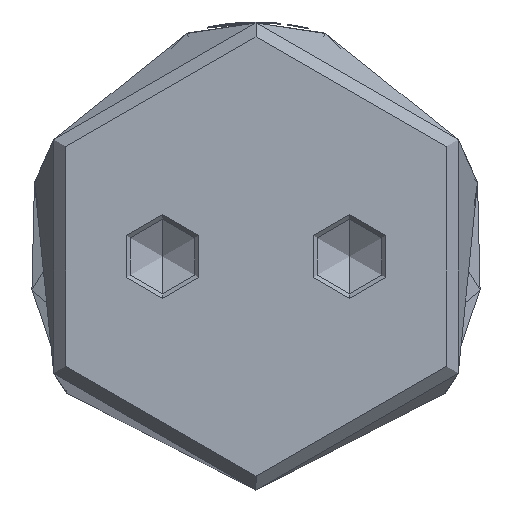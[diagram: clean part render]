
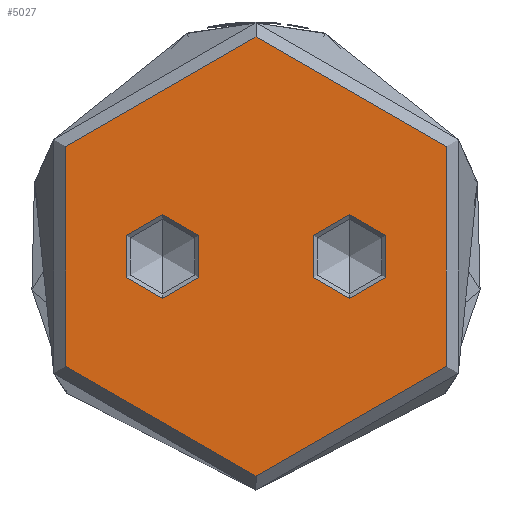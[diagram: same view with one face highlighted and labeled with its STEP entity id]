
A CAD part, front view. The second image highlights one B-rep face of the part: STEP entity #5027.
In plain terms, the highlighted face is planar.
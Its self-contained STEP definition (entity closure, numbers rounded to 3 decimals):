
#211 = CIRCLE ( 'NONE', #3167, 4.5 ) ;
#356 = DIRECTION ( 'NONE',  ( 0., 0., 1. ) ) ;
#450 = CARTESIAN_POINT ( 'NONE',  ( 0., -10., 0. ) ) ;
#477 = EDGE_LOOP ( 'NONE', ( #1711, #908 ) ) ;
#606 = CARTESIAN_POINT ( 'NONE',  ( -4.5, 10., 0. ) ) ;
#853 = AXIS2_PLACEMENT_3D ( 'NONE', #3800, #356, #4374 ) ;
#908 = ORIENTED_EDGE ( 'NONE', *, *, #3217, .T. ) ;
#957 = CARTESIAN_POINT ( 'NONE',  ( 0., 10., 0. ) ) ;
#984 = ORIENTED_EDGE ( 'NONE', *, *, #5502, .T. ) ;
#1036 = DIRECTION ( 'NONE',  ( 1., 0., 0. ) ) ;
#1055 = FACE_BOUND ( 'NONE', #4990, .T. ) ;
#1361 = VERTEX_POINT ( 'NONE', #2471 ) ;
#1419 = DIRECTION ( 'NONE',  ( 1., 0., 0. ) ) ;
#1531 = DIRECTION ( 'NONE',  ( 1., 0., 0. ) ) ;
#1532 = EDGE_CURVE ( 'NONE', #5395, #3127, #4087, .T. ) ;
#1711 = ORIENTED_EDGE ( 'NONE', *, *, #7313, .T. ) ;
#1766 = AXIS2_PLACEMENT_3D ( 'NONE', #957, #4949, #1531 ) ;
#1863 = CIRCLE ( 'NONE', #853, 23.5 ) ;
#1900 = AXIS2_PLACEMENT_3D ( 'NONE', #5639, #6205, #2862 ) ;
#2076 = DIRECTION ( 'NONE',  ( 0., 0., 1. ) ) ;
#2293 = AXIS2_PLACEMENT_3D ( 'NONE', #450, #4456, #1036 ) ;
#2471 = CARTESIAN_POINT ( 'NONE',  ( -23.5, 0., 0. ) ) ;
#2731 = PLANE ( 'NONE',  #1900 ) ;
#2862 = DIRECTION ( 'NONE',  ( -1., 0., 0. ) ) ;
#3091 = ORIENTED_EDGE ( 'NONE', *, *, #1532, .F. ) ;
#3127 = VERTEX_POINT ( 'NONE', #3805 ) ;
#3166 = CARTESIAN_POINT ( 'NONE',  ( 0., -10., 0. ) ) ;
#3167 = AXIS2_PLACEMENT_3D ( 'NONE', #3166, #7076, #3721 ) ;
#3217 = EDGE_CURVE ( 'NONE', #7069, #5876, #6460, .T. ) ;
#3285 = AXIS2_PLACEMENT_3D ( 'NONE', #6371, #6832, #1419 ) ;
#3482 = CIRCLE ( 'NONE', #1766, 4.5 ) ;
#3721 = DIRECTION ( 'NONE',  ( 1., 0., 0. ) ) ;
#3800 = CARTESIAN_POINT ( 'NONE',  ( 0., 0., 0. ) ) ;
#3805 = CARTESIAN_POINT ( 'NONE',  ( 4.5, 10., 0. ) ) ;
#3839 = CIRCLE ( 'NONE', #5872, 23.5 ) ;
#3951 = CARTESIAN_POINT ( 'NONE',  ( 23.5, 0., 0. ) ) ;
#4087 = CIRCLE ( 'NONE', #3285, 4.5 ) ;
#4222 = EDGE_CURVE ( 'NONE', #1361, #4445, #3839, .T. ) ;
#4337 = CARTESIAN_POINT ( 'NONE',  ( 4.5, -10., 0. ) ) ;
#4351 = CARTESIAN_POINT ( 'NONE',  ( -4.5, -10., 0. ) ) ;
#4374 = DIRECTION ( 'NONE',  ( 1., 0., 0. ) ) ;
#4445 = VERTEX_POINT ( 'NONE', #3951 ) ;
#4456 = DIRECTION ( 'NONE',  ( 0., 0., -1. ) ) ;
#4949 = DIRECTION ( 'NONE',  ( 0., 0., 1. ) ) ;
#4990 = EDGE_LOOP ( 'NONE', ( #6744, #3091 ) ) ;
#5027 = ADVANCED_FACE ( 'NONE', ( #6890, #1055, #5383 ), #2731, .F. ) ;
#5358 = ORIENTED_EDGE ( 'NONE', *, *, #4222, .T. ) ;
#5383 = FACE_BOUND ( 'NONE', #477, .T. ) ;
#5395 = VERTEX_POINT ( 'NONE', #606 ) ;
#5456 = CARTESIAN_POINT ( 'NONE',  ( 0., 0., 0. ) ) ;
#5502 = EDGE_CURVE ( 'NONE', #4445, #1361, #1863, .T. ) ;
#5639 = CARTESIAN_POINT ( 'NONE',  ( 0., 0., 0. ) ) ;
#5872 = AXIS2_PLACEMENT_3D ( 'NONE', #5456, #2076, #6015 ) ;
#5876 = VERTEX_POINT ( 'NONE', #4337 ) ;
#5969 = EDGE_LOOP ( 'NONE', ( #5358, #984 ) ) ;
#6015 = DIRECTION ( 'NONE',  ( 1., 0., 0. ) ) ;
#6205 = DIRECTION ( 'NONE',  ( 0., 0., -1. ) ) ;
#6371 = CARTESIAN_POINT ( 'NONE',  ( 0., 10., 0. ) ) ;
#6460 = CIRCLE ( 'NONE', #2293, 4.5 ) ;
#6744 = ORIENTED_EDGE ( 'NONE', *, *, #7095, .F. ) ;
#6832 = DIRECTION ( 'NONE',  ( 0., 0., 1. ) ) ;
#6890 = FACE_OUTER_BOUND ( 'NONE', #5969, .T. ) ;
#7069 = VERTEX_POINT ( 'NONE', #4351 ) ;
#7076 = DIRECTION ( 'NONE',  ( 0., 0., -1. ) ) ;
#7095 = EDGE_CURVE ( 'NONE', #3127, #5395, #3482, .T. ) ;
#7313 = EDGE_CURVE ( 'NONE', #5876, #7069, #211, .T. ) ;
